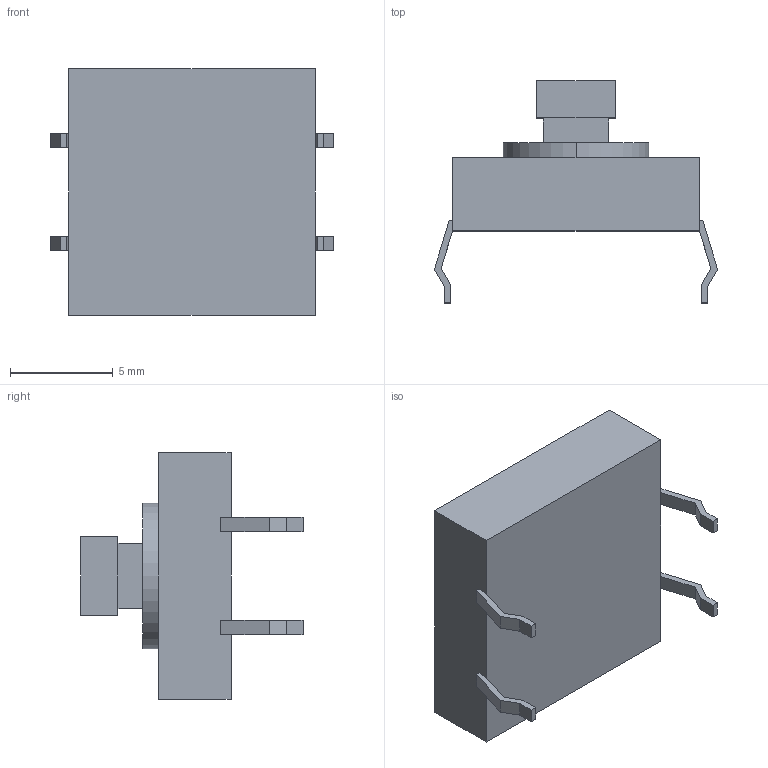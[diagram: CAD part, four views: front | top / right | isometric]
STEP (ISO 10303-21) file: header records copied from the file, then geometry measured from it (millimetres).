
FILE_DESCRIPTION (( 'STEP AP214' ), '1' );
FILE_NAME ('B3W-4050.STEP', '2023-07-28T02:48:26', ( 'USER' ), ( '' ), 'SwSTEP 2.0', 'SolidWorks 2016', '' );
FILE_SCHEMA (( 'AUTOMOTIVE_DESIGN' ));
Length unit declared in the file: millimetre
Products named in the file (1): B3W-4050
Bounding box: 13.77 x 10.8 x 12 mm (x, y, z)
Volume: 582.6 mm3; surface area: 558.4 mm2
Topology: 1 solids, 1 shells, 59 faces, 150 edges, 100 vertices
Faces by surface type: plane 57, cylinder 2
Entity records: 1991 total; most frequent: CARTESIAN_POINT 310, ORIENTED_EDGE 300, DIRECTION 274, EDGE_CURVE 150, LINE 146, VECTOR 146, VERTEX_POINT 100, EDGE_LOOP 66
